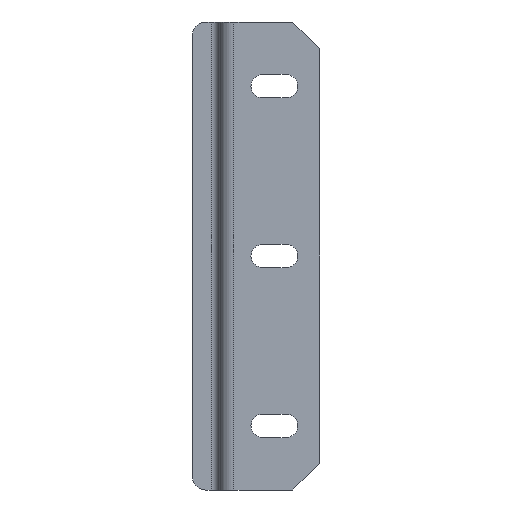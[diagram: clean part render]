
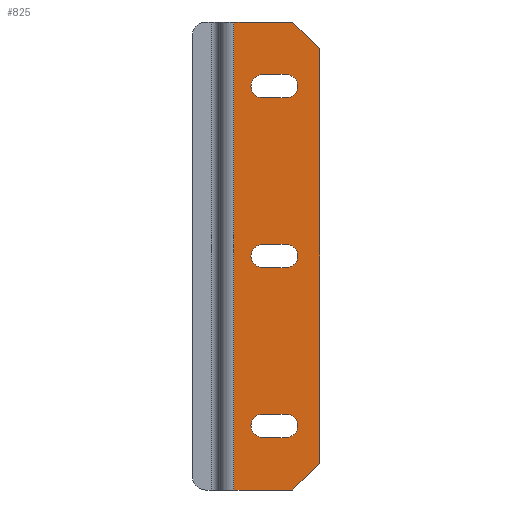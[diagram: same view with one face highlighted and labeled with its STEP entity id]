
A CAD part, front view. The second image highlights one B-rep face of the part: STEP entity #825.
In plain terms, the highlighted planar face has unit normal (0, -1, 0).
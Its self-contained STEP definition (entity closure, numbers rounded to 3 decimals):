
#10 = DIRECTION ( 'NONE',  ( 1., 0., 0. ) ) ;
#35 = CARTESIAN_POINT ( 'NONE',  ( 6.5, 0., 25.4 ) ) ;
#41 = DIRECTION ( 'NONE',  ( -1., 0., 0. ) ) ;
#45 = CARTESIAN_POINT ( 'NONE',  ( 6.5, 0., 0. ) ) ;
#50 = VECTOR ( 'NONE', #57, 1000. ) ;
#53 = EDGE_CURVE ( 'NONE', #563, #678, #72, .T. ) ;
#54 = ORIENTED_EDGE ( 'NONE', *, *, #770, .F. ) ;
#55 = CARTESIAN_POINT ( 'NONE',  ( 6.5, 0., -23.65 ) ) ;
#57 = DIRECTION ( 'NONE',  ( 0., 0., -1. ) ) ;
#59 = VERTEX_POINT ( 'NONE', #771 ) ;
#66 = FACE_BOUND ( 'NONE', #120, .T. ) ;
#69 = VECTOR ( 'NONE', #143, 1000. ) ;
#70 = FACE_OUTER_BOUND ( 'NONE', #137, .T. ) ;
#72 = LINE ( 'NONE', #142, #985 ) ;
#73 = EDGE_CURVE ( 'NONE', #684, #880, #78, .T. ) ;
#78 = LINE ( 'NONE', #467, #264 ) ;
#97 = DIRECTION ( 'NONE',  ( -1., 0., 0. ) ) ;
#104 = CARTESIAN_POINT ( 'NONE',  ( 6.5, 0., 1.75 ) ) ;
#113 = DIRECTION ( 'NONE',  ( -1., 0., 0. ) ) ;
#114 = ORIENTED_EDGE ( 'NONE', *, *, #546, .T. ) ;
#119 = CARTESIAN_POINT ( 'NONE',  ( 10., 0., 27.15 ) ) ;
#120 = EDGE_LOOP ( 'NONE', ( #998, #436, #450, #464 ) ) ;
#126 = EDGE_CURVE ( 'NONE', #803, #988, #701, .T. ) ;
#135 = CARTESIAN_POINT ( 'NONE',  ( 10., 0., -25.4 ) ) ;
#137 = EDGE_LOOP ( 'NONE', ( #330, #648, #54, #258, #310, #907 ) ) ;
#140 = EDGE_CURVE ( 'NONE', #432, #565, #549, .T. ) ;
#142 = CARTESIAN_POINT ( 'NONE',  ( 2.2, 0., 35. ) ) ;
#143 = DIRECTION ( 'NONE',  ( -1., 0., 0. ) ) ;
#144 = VERTEX_POINT ( 'NONE', #552 ) ;
#153 = EDGE_CURVE ( 'NONE', #851, #526, #160, .T. ) ;
#159 = CARTESIAN_POINT ( 'NONE',  ( 6.5, 0., -25.4 ) ) ;
#160 = CIRCLE ( 'NONE', #870, 1.75 ) ;
#182 = DIRECTION ( 'NONE',  ( 1., 0., 0. ) ) ;
#197 = DIRECTION ( 'NONE',  ( -1., 0., 0. ) ) ;
#203 = CARTESIAN_POINT ( 'NONE',  ( 2.2, 0., -27.15 ) ) ;
#213 = FACE_BOUND ( 'NONE', #579, .T. ) ;
#217 = VECTOR ( 'NONE', #303, 1000. ) ;
#223 = CARTESIAN_POINT ( 'NONE',  ( 2.2, 0., -1.75 ) ) ;
#229 = EDGE_CURVE ( 'NONE', #493, #678, #815, .T. ) ;
#230 = CARTESIAN_POINT ( 'NONE',  ( 2.2, 0., -35. ) ) ;
#258 = ORIENTED_EDGE ( 'NONE', *, *, #229, .T. ) ;
#264 = VECTOR ( 'NONE', #309, 1000. ) ;
#266 = LINE ( 'NONE', #492, #688 ) ;
#269 = ORIENTED_EDGE ( 'NONE', *, *, #1029, .T. ) ;
#275 = ORIENTED_EDGE ( 'NONE', *, *, #73, .T. ) ;
#279 = CIRCLE ( 'NONE', #713, 1.75 ) ;
#299 = AXIS2_PLACEMENT_3D ( 'NONE', #856, #381, #758 ) ;
#303 = DIRECTION ( 'NONE',  ( 1., 0., 0. ) ) ;
#305 = CARTESIAN_POINT ( 'NONE',  ( 2.2, 0., -35. ) ) ;
#306 = CIRCLE ( 'NONE', #854, 1.75 ) ;
#309 = DIRECTION ( 'NONE',  ( -1., 0., 0. ) ) ;
#310 = ORIENTED_EDGE ( 'NONE', *, *, #53, .F. ) ;
#324 = CARTESIAN_POINT ( 'NONE',  ( 6.5, 0., 27.15 ) ) ;
#329 = DIRECTION ( 'NONE',  ( -0.707, 0., 0.707 ) ) ;
#330 = ORIENTED_EDGE ( 'NONE', *, *, #126, .T. ) ;
#331 = DIRECTION ( 'NONE',  ( 0.707, 0., 0.707 ) ) ;
#341 = ORIENTED_EDGE ( 'NONE', *, *, #153, .T. ) ;
#363 = VERTEX_POINT ( 'NONE', #712 ) ;
#372 = EDGE_CURVE ( 'NONE', #988, #600, #498, .T. ) ;
#378 = DIRECTION ( 'NONE',  ( 1., 0., 0. ) ) ;
#381 = DIRECTION ( 'NONE',  ( 0., 1., 0. ) ) ;
#410 = ORIENTED_EDGE ( 'NONE', *, *, #628, .T. ) ;
#432 = VERTEX_POINT ( 'NONE', #324 ) ;
#435 = CARTESIAN_POINT ( 'NONE',  ( 10., 0., -23.65 ) ) ;
#436 = ORIENTED_EDGE ( 'NONE', *, *, #605, .T. ) ;
#448 = DIRECTION ( 'NONE',  ( 0., 1., 0. ) ) ;
#450 = ORIENTED_EDGE ( 'NONE', *, *, #928, .T. ) ;
#454 = AXIS2_PLACEMENT_3D ( 'NONE', #509, #595, #113 ) ;
#456 = CARTESIAN_POINT ( 'NONE',  ( 10., 0., -27.15 ) ) ;
#464 = ORIENTED_EDGE ( 'NONE', *, *, #478, .T. ) ;
#466 = CARTESIAN_POINT ( 'NONE',  ( 6.5, 0., -27.15 ) ) ;
#467 = CARTESIAN_POINT ( 'NONE',  ( 2.2, 0., 23.65 ) ) ;
#472 = AXIS2_PLACEMENT_3D ( 'NONE', #135, #448, #929 ) ;
#478 = EDGE_CURVE ( 'NONE', #363, #144, #501, .T. ) ;
#482 = VECTOR ( 'NONE', #182, 1000. ) ;
#488 = CARTESIAN_POINT ( 'NONE',  ( 11., 0., 35. ) ) ;
#492 = CARTESIAN_POINT ( 'NONE',  ( 2.2, 0., 35. ) ) ;
#493 = VERTEX_POINT ( 'NONE', #715 ) ;
#494 = LINE ( 'NONE', #203, #626 ) ;
#498 = LINE ( 'NONE', #969, #622 ) ;
#501 = CIRCLE ( 'NONE', #729, 1.75 ) ;
#507 = CARTESIAN_POINT ( 'NONE',  ( 10., 0., 23.65 ) ) ;
#509 = CARTESIAN_POINT ( 'NONE',  ( 10., 0., 25.4 ) ) ;
#526 = VERTEX_POINT ( 'NONE', #55 ) ;
#535 = PLANE ( 'NONE',  #299 ) ;
#544 = DIRECTION ( 'NONE',  ( -1., 0., 0. ) ) ;
#546 = EDGE_CURVE ( 'NONE', #565, #684, #624, .T. ) ;
#548 = CARTESIAN_POINT ( 'NONE',  ( 2.2, 0., 1.75 ) ) ;
#549 = LINE ( 'NONE', #619, #651 ) ;
#552 = CARTESIAN_POINT ( 'NONE',  ( 10., 0., -1.75 ) ) ;
#553 = CARTESIAN_POINT ( 'NONE',  ( 10., 0., 0. ) ) ;
#563 = VERTEX_POINT ( 'NONE', #590 ) ;
#565 = VERTEX_POINT ( 'NONE', #119 ) ;
#566 = CARTESIAN_POINT ( 'NONE',  ( 11., 0., -35. ) ) ;
#579 = EDGE_LOOP ( 'NONE', ( #991, #341, #410, #972 ) ) ;
#590 = CARTESIAN_POINT ( 'NONE',  ( 2.2, 0., 35. ) ) ;
#595 = DIRECTION ( 'NONE',  ( 0., 1., 0. ) ) ;
#600 = VERTEX_POINT ( 'NONE', #839 ) ;
#602 = ORIENTED_EDGE ( 'NONE', *, *, #140, .T. ) ;
#605 = EDGE_CURVE ( 'NONE', #59, #672, #279, .T. ) ;
#619 = CARTESIAN_POINT ( 'NONE',  ( 2.2, 0., 27.15 ) ) ;
#622 = VECTOR ( 'NONE', #331, 1000. ) ;
#624 = CIRCLE ( 'NONE', #454, 1.75 ) ;
#626 = VECTOR ( 'NONE', #97, 1000. ) ;
#628 = EDGE_CURVE ( 'NONE', #526, #724, #752, .T. ) ;
#630 = VECTOR ( 'NONE', #10, 1000. ) ;
#648 = ORIENTED_EDGE ( 'NONE', *, *, #372, .T. ) ;
#650 = CARTESIAN_POINT ( 'NONE',  ( 2.2, 0., -23.65 ) ) ;
#651 = VECTOR ( 'NONE', #868, 1000. ) ;
#653 = EDGE_CURVE ( 'NONE', #823, #851, #494, .T. ) ;
#672 = VERTEX_POINT ( 'NONE', #104 ) ;
#678 = VERTEX_POINT ( 'NONE', #997 ) ;
#684 = VERTEX_POINT ( 'NONE', #507 ) ;
#686 = CARTESIAN_POINT ( 'NONE',  ( 15., 0., 35. ) ) ;
#688 = VECTOR ( 'NONE', #802, 1000. ) ;
#690 = CIRCLE ( 'NONE', #472, 1.75 ) ;
#701 = LINE ( 'NONE', #230, #217 ) ;
#712 = CARTESIAN_POINT ( 'NONE',  ( 10., 0., 1.75 ) ) ;
#713 = AXIS2_PLACEMENT_3D ( 'NONE', #45, #912, #197 ) ;
#715 = CARTESIAN_POINT ( 'NONE',  ( 15., 0., 31. ) ) ;
#720 = DIRECTION ( 'NONE',  ( -1., 0., 0. ) ) ;
#724 = VERTEX_POINT ( 'NONE', #435 ) ;
#729 = AXIS2_PLACEMENT_3D ( 'NONE', #553, #794, #720 ) ;
#752 = LINE ( 'NONE', #650, #482 ) ;
#758 = DIRECTION ( 'NONE',  ( -1., 0., 0. ) ) ;
#770 = EDGE_CURVE ( 'NONE', #493, #600, #934, .T. ) ;
#771 = CARTESIAN_POINT ( 'NONE',  ( 6.5, 0., -1.75 ) ) ;
#772 = FACE_BOUND ( 'NONE', #816, .T. ) ;
#794 = DIRECTION ( 'NONE',  ( 0., 1., 0. ) ) ;
#795 = LINE ( 'NONE', #548, #630 ) ;
#802 = DIRECTION ( 'NONE',  ( 0., 0., -1. ) ) ;
#803 = VERTEX_POINT ( 'NONE', #305 ) ;
#811 = EDGE_CURVE ( 'NONE', #144, #59, #936, .T. ) ;
#815 = LINE ( 'NONE', #488, #844 ) ;
#816 = EDGE_LOOP ( 'NONE', ( #275, #269, #602, #114 ) ) ;
#823 = VERTEX_POINT ( 'NONE', #456 ) ;
#825 = ADVANCED_FACE ( 'NONE', ( #772, #213, #66, #70 ), #535, .F. ) ;
#839 = CARTESIAN_POINT ( 'NONE',  ( 15., 0., -31. ) ) ;
#840 = DIRECTION ( 'NONE',  ( 0., 1., 0. ) ) ;
#842 = EDGE_CURVE ( 'NONE', #724, #823, #690, .T. ) ;
#844 = VECTOR ( 'NONE', #329, 1000. ) ;
#851 = VERTEX_POINT ( 'NONE', #466 ) ;
#854 = AXIS2_PLACEMENT_3D ( 'NONE', #35, #840, #41 ) ;
#856 = CARTESIAN_POINT ( 'NONE',  ( 2.2, 0., 35. ) ) ;
#868 = DIRECTION ( 'NONE',  ( 1., 0., 0. ) ) ;
#870 = AXIS2_PLACEMENT_3D ( 'NONE', #159, #938, #544 ) ;
#880 = VERTEX_POINT ( 'NONE', #953 ) ;
#907 = ORIENTED_EDGE ( 'NONE', *, *, #984, .T. ) ;
#912 = DIRECTION ( 'NONE',  ( 0., 1., 0. ) ) ;
#928 = EDGE_CURVE ( 'NONE', #672, #363, #795, .T. ) ;
#929 = DIRECTION ( 'NONE',  ( -1., 0., 0. ) ) ;
#934 = LINE ( 'NONE', #686, #50 ) ;
#936 = LINE ( 'NONE', #223, #69 ) ;
#938 = DIRECTION ( 'NONE',  ( 0., 1., 0. ) ) ;
#953 = CARTESIAN_POINT ( 'NONE',  ( 6.5, 0., 23.65 ) ) ;
#969 = CARTESIAN_POINT ( 'NONE',  ( 15., 0., -31. ) ) ;
#972 = ORIENTED_EDGE ( 'NONE', *, *, #842, .T. ) ;
#984 = EDGE_CURVE ( 'NONE', #563, #803, #266, .T. ) ;
#985 = VECTOR ( 'NONE', #378, 1000. ) ;
#988 = VERTEX_POINT ( 'NONE', #566 ) ;
#991 = ORIENTED_EDGE ( 'NONE', *, *, #653, .T. ) ;
#997 = CARTESIAN_POINT ( 'NONE',  ( 11., 0., 35. ) ) ;
#998 = ORIENTED_EDGE ( 'NONE', *, *, #811, .T. ) ;
#1029 = EDGE_CURVE ( 'NONE', #880, #432, #306, .T. ) ;
